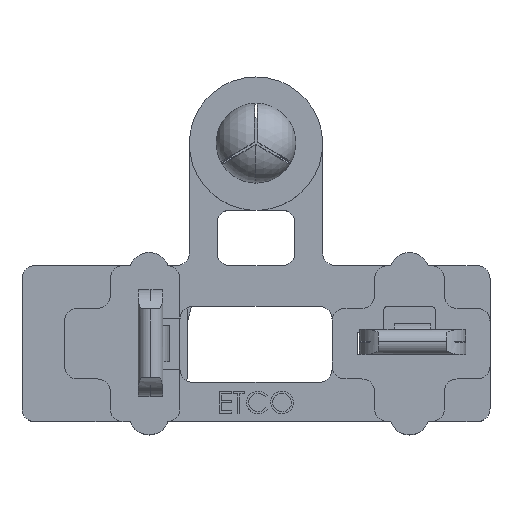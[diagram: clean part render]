
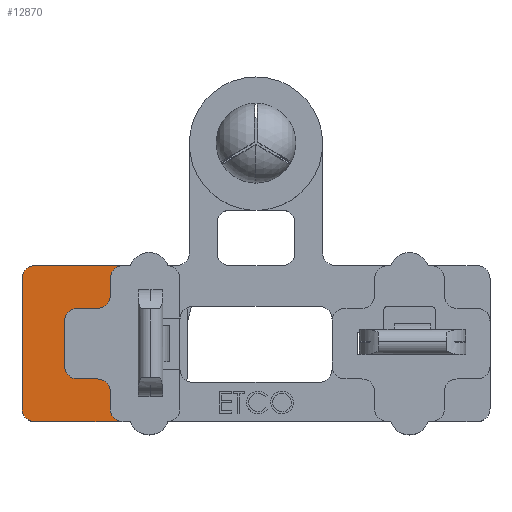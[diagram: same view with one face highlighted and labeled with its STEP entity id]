
A CAD part, top view. The second image highlights one B-rep face of the part: STEP entity #12870.
In plain terms, the highlighted planar face has unit normal (0, 0, 1).
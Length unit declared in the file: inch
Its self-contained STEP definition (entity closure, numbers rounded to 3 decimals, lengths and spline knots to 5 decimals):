
#465 = VECTOR ( 'NONE', #7128, 39.37008 ) ;
#505 = CARTESIAN_POINT ( 'NONE',  ( -0.448, -0.3855, 0.125 ) ) ;
#506 = VECTOR ( 'NONE', #12773, 39.37008 ) ;
#563 = VECTOR ( 'NONE', #3787, 39.37008 ) ;
#670 = CARTESIAN_POINT ( 'NONE',  ( -0.341, -0.3155, 0.125 ) ) ;
#845 = CIRCLE ( 'NONE', #14008, 0.03 ) ;
#949 = CIRCLE ( 'NONE', #3970, 0.03 ) ;
#1068 = CARTESIAN_POINT ( 'NONE',  ( -0.448, -0.5205, 0.125 ) ) ;
#1125 = DIRECTION ( 'NONE',  ( 0., 0., -1. ) ) ;
#1184 = CARTESIAN_POINT ( 'NONE',  ( -0.448, -0.5505, 0.125 ) ) ;
#1432 = DIRECTION ( 'NONE',  ( 1., 0., 0. ) ) ;
#1517 = CARTESIAN_POINT ( 'NONE',  ( -0.5175, -0.6505, 0.125 ) ) ;
#1680 = AXIS2_PLACEMENT_3D ( 'NONE', #11567, #18755, #2631 ) ;
#1782 = DIRECTION ( 'NONE',  ( 0., 0., 1. ) ) ;
#2077 = VERTEX_POINT ( 'NONE', #14817 ) ;
#2410 = AXIS2_PLACEMENT_3D ( 'NONE', #6713, #13880, #21059 ) ;
#2486 = CIRCLE ( 'NONE', #15633, 0.03 ) ;
#2631 = DIRECTION ( 'NONE',  ( 1., 0., 0. ) ) ;
#2668 = VERTEX_POINT ( 'NONE', #20609 ) ;
#2672 = ORIENTED_EDGE ( 'NONE', *, *, #8813, .T. ) ;
#2722 = VERTEX_POINT ( 'NONE', #12113 ) ;
#3090 = EDGE_CURVE ( 'NONE', #17767, #17153, #16058, .T. ) ;
#3257 = DIRECTION ( 'NONE',  ( 1., 0., 0. ) ) ;
#3369 = EDGE_CURVE ( 'NONE', #7213, #2722, #19273, .T. ) ;
#3432 = LINE ( 'NONE', #10610, #8831 ) ;
#3467 = EDGE_CURVE ( 'NONE', #9261, #21099, #845, .T. ) ;
#3546 = FACE_OUTER_BOUND ( 'NONE', #21976, .T. ) ;
#3740 = EDGE_CURVE ( 'NONE', #22447, #17767, #15507, .T. ) ;
#3787 = DIRECTION ( 'NONE',  ( 0., -1., 0. ) ) ;
#3788 = DIRECTION ( 'NONE',  ( 1., 0., 0. ) ) ;
#3970 = AXIS2_PLACEMENT_3D ( 'NONE', #12181, #19374, #3257 ) ;
#4089 = LINE ( 'NONE', #11253, #21269 ) ;
#4443 = ORIENTED_EDGE ( 'NONE', *, *, #21072, .T. ) ;
#4630 = ORIENTED_EDGE ( 'NONE', *, *, #3090, .T. ) ;
#4770 = EDGE_CURVE ( 'NONE', #9352, #18543, #12532, .T. ) ;
#4855 = CARTESIAN_POINT ( 'NONE',  ( -0.5175, -0.6205, 0.125 ) ) ;
#4860 = ORIENTED_EDGE ( 'NONE', *, *, #20204, .T. ) ;
#5363 = AXIS2_PLACEMENT_3D ( 'NONE', #17249, #1125, #8309 ) ;
#5607 = CARTESIAN_POINT ( 'NONE',  ( -0.341, -0.2855, 0.125 ) ) ;
#5842 = AXIS2_PLACEMENT_3D ( 'NONE', #15296, #22493, #6366 ) ;
#5936 = EDGE_CURVE ( 'NONE', #18543, #20909, #21734, .T. ) ;
#6025 = VERTEX_POINT ( 'NONE', #20316 ) ;
#6366 = DIRECTION ( 'NONE',  ( 1., 0., 0. ) ) ;
#6625 = VECTOR ( 'NONE', #8368, 39.37008 ) ;
#6713 = CARTESIAN_POINT ( 'NONE',  ( -0.371, -0.3555, 0.125 ) ) ;
#7128 = DIRECTION ( 'NONE',  ( 0., 1., 0. ) ) ;
#7213 = VERTEX_POINT ( 'NONE', #9294 ) ;
#7555 = CARTESIAN_POINT ( 'NONE',  ( -0.311, -0.2855, 0.125 ) ) ;
#7570 = CARTESIAN_POINT ( 'NONE',  ( -0.371, -0.3855, 0.125 ) ) ;
#7654 = CARTESIAN_POINT ( 'NONE',  ( -0.341, -0.6205, 0.125 ) ) ;
#7685 = DIRECTION ( 'NONE',  ( 0., 1., 0. ) ) ;
#7831 = EDGE_CURVE ( 'NONE', #2668, #9352, #3432, .T. ) ;
#7909 = ORIENTED_EDGE ( 'NONE', *, *, #20612, .T. ) ;
#7931 = EDGE_CURVE ( 'NONE', #21099, #7213, #12725, .T. ) ;
#7935 = VERTEX_POINT ( 'NONE', #7555 ) ;
#8309 = DIRECTION ( 'NONE',  ( 1., 0., 0. ) ) ;
#8318 = CARTESIAN_POINT ( 'NONE',  ( -0.5175, -0.2855, 0.125 ) ) ;
#8368 = DIRECTION ( 'NONE',  ( -1., 0., 0. ) ) ;
#8695 = DIRECTION ( 'NONE',  ( 1., 0., 0. ) ) ;
#8813 = EDGE_CURVE ( 'NONE', #7935, #9261, #4089, .T. ) ;
#8831 = VECTOR ( 'NONE', #17794, 39.37008 ) ;
#8960 = DIRECTION ( 'NONE',  ( 1., 0., 0. ) ) ;
#8994 = ORIENTED_EDGE ( 'NONE', *, *, #21883, .T. ) ;
#9124 = AXIS2_PLACEMENT_3D ( 'NONE', #4855, #12025, #19221 ) ;
#9161 = CARTESIAN_POINT ( 'NONE',  ( -0.341, -0.5805, 0.125 ) ) ;
#9261 = VERTEX_POINT ( 'NONE', #8318 ) ;
#9294 = CARTESIAN_POINT ( 'NONE',  ( -0.5475, -0.6205, 0.125 ) ) ;
#9352 = VERTEX_POINT ( 'NONE', #7570 ) ;
#10364 = CARTESIAN_POINT ( 'NONE',  ( -0.418, -0.4155, 0.125 ) ) ;
#10392 = ORIENTED_EDGE ( 'NONE', *, *, #16563, .T. ) ;
#10610 = CARTESIAN_POINT ( 'NONE',  ( -0.448, -0.3855, 0.125 ) ) ;
#10720 = PLANE ( 'NONE',  #22092 ) ;
#10815 = ORIENTED_EDGE ( 'NONE', *, *, #21832, .T. ) ;
#11253 = CARTESIAN_POINT ( 'NONE',  ( -0.341, -0.2855, 0.125 ) ) ;
#11567 = CARTESIAN_POINT ( 'NONE',  ( -0.311, -0.3155, 0.125 ) ) ;
#11679 = ORIENTED_EDGE ( 'NONE', *, *, #5936, .T. ) ;
#11809 = CIRCLE ( 'NONE', #1680, 0.03 ) ;
#11888 = LINE ( 'NONE', #1184, #6625 ) ;
#12025 = DIRECTION ( 'NONE',  ( 0., 0., 1. ) ) ;
#12045 = ORIENTED_EDGE ( 'NONE', *, *, #3369, .T. ) ;
#12113 = CARTESIAN_POINT ( 'NONE',  ( -0.5175, -0.6505, 0.125 ) ) ;
#12181 = CARTESIAN_POINT ( 'NONE',  ( -0.371, -0.5805, 0.125 ) ) ;
#12532 = CIRCLE ( 'NONE', #2410, 0.03 ) ;
#12725 = LINE ( 'NONE', #19920, #563 ) ;
#12726 = CARTESIAN_POINT ( 'NONE',  ( -0.5175, -0.3155, 0.125 ) ) ;
#12772 = CARTESIAN_POINT ( 'NONE',  ( -0.341, -0.3555, 0.125 ) ) ;
#12773 = DIRECTION ( 'NONE',  ( 0., 1., 0. ) ) ;
#12797 = ORIENTED_EDGE ( 'NONE', *, *, #3740, .T. ) ;
#12870 = ADVANCED_FACE ( 'NONE', ( #3546 ), #10720, .T. ) ;
#13357 = CARTESIAN_POINT ( 'NONE',  ( -0.311, -0.6505, 0.125 ) ) ;
#13875 = ORIENTED_EDGE ( 'NONE', *, *, #7831, .T. ) ;
#13880 = DIRECTION ( 'NONE',  ( 0., 0., 1. ) ) ;
#14008 = AXIS2_PLACEMENT_3D ( 'NONE', #12726, #19921, #3788 ) ;
#14817 = CARTESIAN_POINT ( 'NONE',  ( -0.448, -0.4155, 0.125 ) ) ;
#14934 = ORIENTED_EDGE ( 'NONE', *, *, #3467, .T. ) ;
#15011 = CARTESIAN_POINT ( 'NONE',  ( -0.371, -0.5505, 0.125 ) ) ;
#15296 = CARTESIAN_POINT ( 'NONE',  ( -0.418, -0.5205, 0.125 ) ) ;
#15340 = VERTEX_POINT ( 'NONE', #1068 ) ;
#15507 = CIRCLE ( 'NONE', #5363, 0.03 ) ;
#15633 = AXIS2_PLACEMENT_3D ( 'NONE', #10364, #17551, #1432 ) ;
#15829 = CARTESIAN_POINT ( 'NONE',  ( -0.5475, -0.3155, 0.125 ) ) ;
#15967 = CIRCLE ( 'NONE', #5842, 0.03 ) ;
#16058 = LINE ( 'NONE', #23253, #465 ) ;
#16563 = EDGE_CURVE ( 'NONE', #15340, #2077, #16625, .T. ) ;
#16625 = LINE ( 'NONE', #505, #22608 ) ;
#17153 = VERTEX_POINT ( 'NONE', #9161 ) ;
#17249 = CARTESIAN_POINT ( 'NONE',  ( -0.311, -0.6205, 0.125 ) ) ;
#17551 = DIRECTION ( 'NONE',  ( 0., 0., -1. ) ) ;
#17641 = LINE ( 'NONE', #1517, #17913 ) ;
#17767 = VERTEX_POINT ( 'NONE', #7654 ) ;
#17794 = DIRECTION ( 'NONE',  ( 1., 0., 0. ) ) ;
#17904 = CARTESIAN_POINT ( 'NONE',  ( -0.5175, -0.3155, 0.125 ) ) ;
#17913 = VECTOR ( 'NONE', #8695, 39.37008 ) ;
#18089 = ORIENTED_EDGE ( 'NONE', *, *, #7931, .T. ) ;
#18444 = DIRECTION ( 'NONE',  ( -1., 0., 0. ) ) ;
#18543 = VERTEX_POINT ( 'NONE', #12772 ) ;
#18755 = DIRECTION ( 'NONE',  ( 0., 0., -1. ) ) ;
#18854 = ORIENTED_EDGE ( 'NONE', *, *, #4770, .T. ) ;
#19221 = DIRECTION ( 'NONE',  ( 1., 0., 0. ) ) ;
#19273 = CIRCLE ( 'NONE', #9124, 0.03 ) ;
#19374 = DIRECTION ( 'NONE',  ( 0., 0., 1. ) ) ;
#19920 = CARTESIAN_POINT ( 'NONE',  ( -0.5475, -0.3155, 0.125 ) ) ;
#19921 = DIRECTION ( 'NONE',  ( 0., 0., 1. ) ) ;
#20204 = EDGE_CURVE ( 'NONE', #20909, #7935, #11809, .T. ) ;
#20316 = CARTESIAN_POINT ( 'NONE',  ( -0.418, -0.5505, 0.125 ) ) ;
#20609 = CARTESIAN_POINT ( 'NONE',  ( -0.418, -0.3855, 0.125 ) ) ;
#20612 = EDGE_CURVE ( 'NONE', #6025, #15340, #15967, .T. ) ;
#20808 = ORIENTED_EDGE ( 'NONE', *, *, #22227, .T. ) ;
#20909 = VERTEX_POINT ( 'NONE', #670 ) ;
#20921 = VERTEX_POINT ( 'NONE', #15011 ) ;
#21059 = DIRECTION ( 'NONE',  ( 1., 0., 0. ) ) ;
#21072 = EDGE_CURVE ( 'NONE', #17153, #20921, #949, .T. ) ;
#21099 = VERTEX_POINT ( 'NONE', #15829 ) ;
#21269 = VECTOR ( 'NONE', #18444, 39.37008 ) ;
#21734 = LINE ( 'NONE', #5607, #506 ) ;
#21832 = EDGE_CURVE ( 'NONE', #20921, #6025, #11888, .T. ) ;
#21883 = EDGE_CURVE ( 'NONE', #2077, #2668, #2486, .T. ) ;
#21976 = EDGE_LOOP ( 'NONE', ( #4630, #4443, #10815, #7909, #10392, #8994, #13875, #18854, #11679, #4860, #2672, #14934, #18089, #12045, #20808, #12797 ) ) ;
#22092 = AXIS2_PLACEMENT_3D ( 'NONE', #17904, #1782, #8960 ) ;
#22227 = EDGE_CURVE ( 'NONE', #2722, #22447, #17641, .T. ) ;
#22447 = VERTEX_POINT ( 'NONE', #13357 ) ;
#22493 = DIRECTION ( 'NONE',  ( 0., 0., -1. ) ) ;
#22608 = VECTOR ( 'NONE', #7685, 39.37008 ) ;
#23253 = CARTESIAN_POINT ( 'NONE',  ( -0.341, -0.5505, 0.125 ) ) ;
